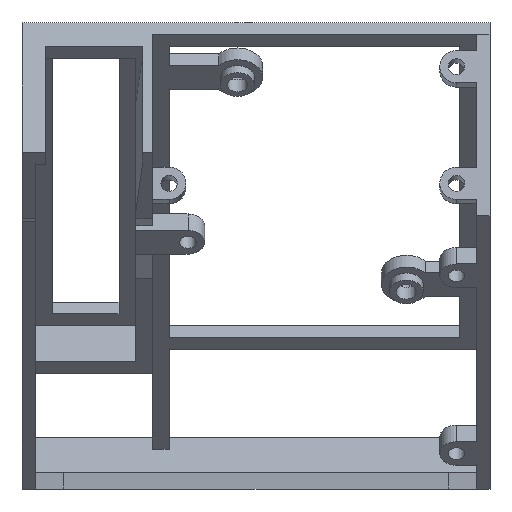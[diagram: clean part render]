
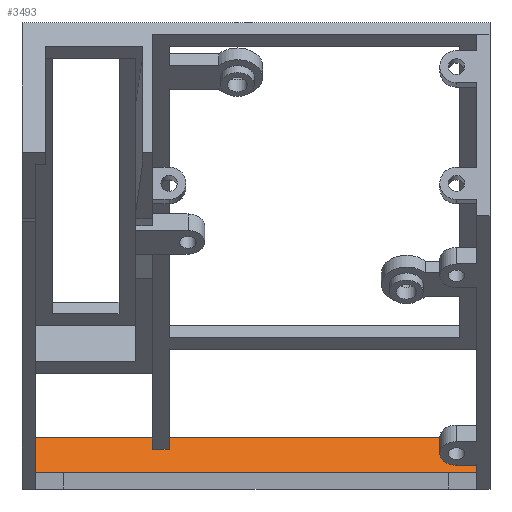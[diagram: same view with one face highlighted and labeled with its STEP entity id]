
A CAD part, top view. The second image highlights one B-rep face of the part: STEP entity #3493.
In plain terms, the highlighted planar face has unit normal (0, 0.707, 0.707).
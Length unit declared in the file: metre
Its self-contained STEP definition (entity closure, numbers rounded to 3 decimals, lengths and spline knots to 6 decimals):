
#466=ORIENTED_EDGE('',*,*,#1257,.F.);
#467=ORIENTED_EDGE('',*,*,#1430,.F.);
#468=ORIENTED_EDGE('',*,*,#1431,.F.);
#469=ORIENTED_EDGE('',*,*,#1380,.T.);
#470=ORIENTED_EDGE('',*,*,#1432,.F.);
#471=ORIENTED_EDGE('',*,*,#1338,.T.);
#472=ORIENTED_EDGE('',*,*,#1424,.F.);
#473=ORIENTED_EDGE('',*,*,#1201,.F.);
#474=ORIENTED_EDGE('',*,*,#1433,.F.);
#475=ORIENTED_EDGE('',*,*,#1434,.T.);
#1201=EDGE_CURVE('',#1707,#1708,#2049,.T.);
#1257=EDGE_CURVE('',#1762,#1763,#2105,.T.);
#1338=EDGE_CURVE('',#1822,#1824,#2178,.T.);
#1380=EDGE_CURVE('',#1802,#1859,#2220,.T.);
#1424=EDGE_CURVE('',#1708,#1824,#2257,.T.);
#1430=EDGE_CURVE('',#1799,#1762,#2262,.T.);
#1431=EDGE_CURVE('',#1802,#1799,#2263,.T.);
#1432=EDGE_CURVE('',#1822,#1859,#2264,.T.);
#1433=EDGE_CURVE('',#1798,#1707,#2265,.T.);
#1434=EDGE_CURVE('',#1798,#1763,#2266,.T.);
#1707=VERTEX_POINT('',#4976);
#1708=VERTEX_POINT('',#4978);
#1762=VERTEX_POINT('',#5088);
#1763=VERTEX_POINT('',#5090);
#1798=VERTEX_POINT('',#5179);
#1799=VERTEX_POINT('',#5181);
#1802=VERTEX_POINT('',#5187);
#1822=VERTEX_POINT('',#5230);
#1824=VERTEX_POINT('',#5234);
#1859=VERTEX_POINT('',#5312);
#2049=LINE('',#4977,#2501);
#2105=LINE('',#5089,#2557);
#2178=LINE('',#5235,#2630);
#2220=LINE('',#5313,#2672);
#2257=LINE('',#5400,#2709);
#2262=LINE('',#5411,#2714);
#2263=LINE('',#5412,#2715);
#2264=LINE('',#5413,#2716);
#2265=LINE('',#5414,#2717);
#2266=LINE('',#5415,#2718);
#2501=VECTOR('',#3989,1.);
#2557=VECTOR('',#4047,1.);
#2630=VECTOR('',#4142,1.);
#2672=VECTOR('',#4186,1.);
#2709=VECTOR('',#4259,1.);
#2714=VECTOR('',#4270,1.);
#2715=VECTOR('',#4271,1.);
#2716=VECTOR('',#4272,1.);
#2717=VECTOR('',#4273,1.);
#2718=VECTOR('',#4274,1.);
#2909=EDGE_LOOP('',(#466,#467,#468,#469,#470,#471,#472,#473,#474,#475));
#3143=FACE_BOUND('',#2909,.T.);
#3347=PLANE('',#3695);
#3493=ADVANCED_FACE('',(#3143),#3347,.F.);
#3695=AXIS2_PLACEMENT_3D('',#5410,#4268,#4269);
#3989=DIRECTION('',(0.,-0.707,0.707));
#4047=DIRECTION('',(1.,0.,0.));
#4142=DIRECTION('',(1.,0.,0.));
#4186=DIRECTION('',(0.,-0.707,0.707));
#4259=DIRECTION('',(-1.,0.,0.));
#4268=DIRECTION('',(0.,-0.707,-0.707));
#4269=DIRECTION('',(0.,0.707,-0.707));
#4270=DIRECTION('',(0.,-0.707,0.707));
#4271=DIRECTION('',(1.,0.,0.));
#4272=DIRECTION('',(-1.,0.,0.));
#4273=DIRECTION('',(1.,0.,0.));
#4274=DIRECTION('',(0.,-0.707,0.707));
#4976=CARTESIAN_POINT('',(0.06595,0.010607,-0.035607));
#4977=CARTESIAN_POINT('',(0.06595,0.003536,-0.028536));
#4978=CARTESIAN_POINT('',(0.06595,0.,-0.025));
#5088=CARTESIAN_POINT('',(-0.03095,0.007071,-0.032071));
#5089=CARTESIAN_POINT('',(-0.06995,0.007071,-0.032071));
#5090=CARTESIAN_POINT('',(-0.02595,0.007071,-0.032071));
#5179=CARTESIAN_POINT('',(-0.02595,0.010607,-0.035607));
#5181=CARTESIAN_POINT('',(-0.03095,0.010607,-0.035607));
#5187=CARTESIAN_POINT('',(-0.06595,0.010607,-0.035607));
#5230=CARTESIAN_POINT('',(-0.05745,0.,-0.025));
#5234=CARTESIAN_POINT('',(0.05745,0.,-0.025));
#5235=CARTESIAN_POINT('',(-0.06995,0.,-0.025));
#5312=CARTESIAN_POINT('',(-0.06595,0.,-0.025));
#5313=CARTESIAN_POINT('',(-0.06595,0.003536,-0.028536));
#5400=CARTESIAN_POINT('',(0.05995,0.,-0.025));
#5410=CARTESIAN_POINT('',(-0.06995,0.003536,-0.028536));
#5411=CARTESIAN_POINT('',(-0.03095,0.010607,-0.035607));
#5412=CARTESIAN_POINT('',(-0.06995,0.010607,-0.035607));
#5413=CARTESIAN_POINT('',(-0.0662,0.,-0.025));
#5414=CARTESIAN_POINT('',(-0.06995,0.010607,-0.035607));
#5415=CARTESIAN_POINT('',(-0.02595,0.010607,-0.035607));
